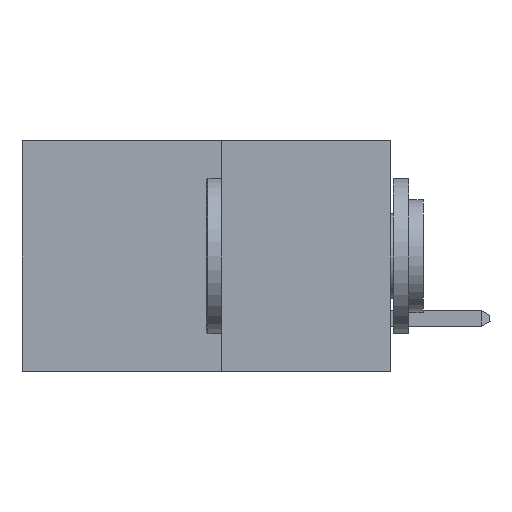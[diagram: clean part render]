
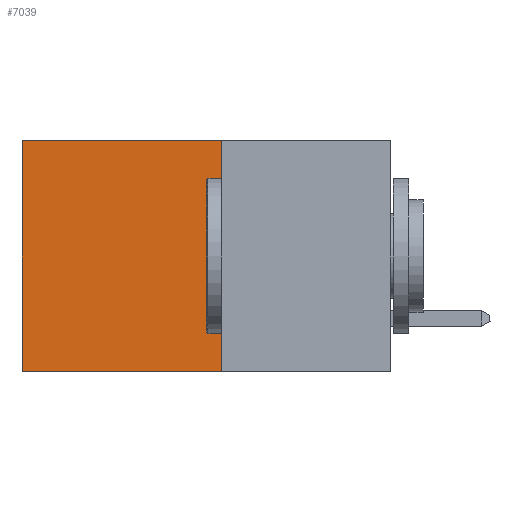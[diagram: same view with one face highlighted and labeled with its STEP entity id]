
A CAD part, left-side view. The second image highlights one B-rep face of the part: STEP entity #7039.
In plain terms, the highlighted planar face has unit normal (-1, 0, 0).
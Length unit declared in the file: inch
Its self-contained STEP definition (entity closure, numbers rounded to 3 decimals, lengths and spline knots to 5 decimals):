
#195 = LINE ( 'NONE', #11629, #11029 ) ;
#386 = VECTOR ( 'NONE', #11567, 39.37008 ) ;
#699 = VECTOR ( 'NONE', #15211, 39.37008 ) ;
#1452 = CARTESIAN_POINT ( 'NONE',  ( 0.277, 0.27, 0. ) ) ;
#1544 = CARTESIAN_POINT ( 'NONE',  ( 0.277, 0.27, -0.37 ) ) ;
#1692 = VERTEX_POINT ( 'NONE', #1544 ) ;
#1729 = DIRECTION ( 'NONE',  ( 0., 0., -1. ) ) ;
#2097 = FACE_OUTER_BOUND ( 'NONE', #2907, .T. ) ;
#2407 = LINE ( 'NONE', #11375, #16349 ) ;
#2500 = VERTEX_POINT ( 'NONE', #8912 ) ;
#2907 = EDGE_LOOP ( 'NONE', ( #6243, #4679, #5956, #8650 ) ) ;
#3036 = VERTEX_POINT ( 'NONE', #1452 ) ;
#3587 = PLANE ( 'NONE',  #11159 ) ;
#3640 = CARTESIAN_POINT ( 'NONE',  ( 0.277, 0.27, -0.37 ) ) ;
#4138 = CARTESIAN_POINT ( 'NONE',  ( 0.277, 0.27, 0. ) ) ;
#4460 = EDGE_CURVE ( 'NONE', #3036, #1692, #11209, .T. ) ;
#4679 = ORIENTED_EDGE ( 'NONE', *, *, #14883, .F. ) ;
#5101 = DIRECTION ( 'NONE',  ( 0., 0., -1. ) ) ;
#5956 = ORIENTED_EDGE ( 'NONE', *, *, #4460, .F. ) ;
#6243 = ORIENTED_EDGE ( 'NONE', *, *, #13824, .T. ) ;
#7039 = ADVANCED_FACE ( 'NONE', ( #2097 ), #3587, .F. ) ;
#7239 = DIRECTION ( 'NONE',  ( 0., 1., 0. ) ) ;
#8650 = ORIENTED_EDGE ( 'NONE', *, *, #12279, .T. ) ;
#8912 = CARTESIAN_POINT ( 'NONE',  ( 0.277, 0.59, -0.37 ) ) ;
#9811 = CARTESIAN_POINT ( 'NONE',  ( 0.277, 0.59, 0. ) ) ;
#11029 = VECTOR ( 'NONE', #1729, 39.37008 ) ;
#11159 = AXIS2_PLACEMENT_3D ( 'NONE', #3640, #13380, #5101 ) ;
#11209 = LINE ( 'NONE', #12131, #386 ) ;
#11375 = CARTESIAN_POINT ( 'NONE',  ( 0.277, 0.27, -0.37 ) ) ;
#11567 = DIRECTION ( 'NONE',  ( 0., 0., -1. ) ) ;
#11629 = CARTESIAN_POINT ( 'NONE',  ( 0.277, 0.59, -0.37 ) ) ;
#11928 = LINE ( 'NONE', #4138, #699 ) ;
#12131 = CARTESIAN_POINT ( 'NONE',  ( 0.277, 0.27, -0.37 ) ) ;
#12279 = EDGE_CURVE ( 'NONE', #3036, #17822, #11928, .T. ) ;
#13380 = DIRECTION ( 'NONE',  ( 1., 0., 0. ) ) ;
#13824 = EDGE_CURVE ( 'NONE', #17822, #2500, #195, .T. ) ;
#14883 = EDGE_CURVE ( 'NONE', #1692, #2500, #2407, .T. ) ;
#15211 = DIRECTION ( 'NONE',  ( 0., 1., 0. ) ) ;
#16349 = VECTOR ( 'NONE', #7239, 39.37008 ) ;
#17822 = VERTEX_POINT ( 'NONE', #9811 ) ;
